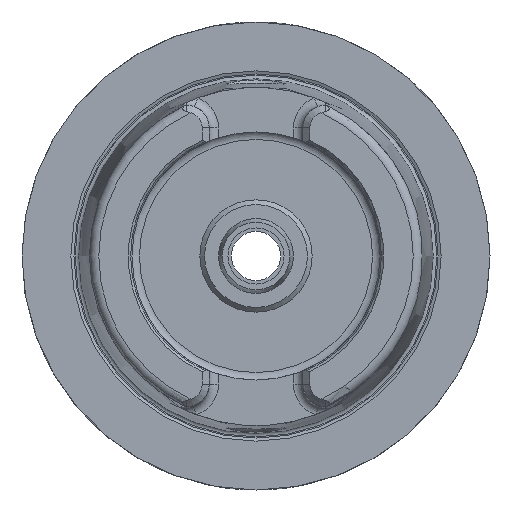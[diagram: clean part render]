
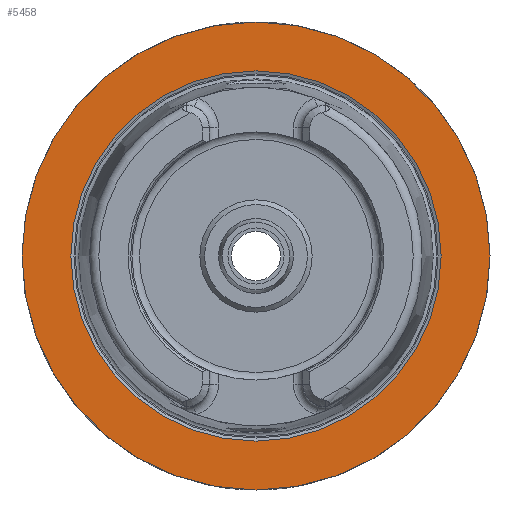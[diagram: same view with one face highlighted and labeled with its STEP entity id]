
A CAD part, left-side view. The second image highlights one B-rep face of the part: STEP entity #5458.
In plain terms, the highlighted planar face has unit normal (-1, 0, 0).
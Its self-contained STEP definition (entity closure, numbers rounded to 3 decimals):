
#4574=CARTESIAN_POINT('',(0.,50.0,0.0));
#4575=VERTEX_POINT('',#4574);
#4576=CARTESIAN_POINT('',(0.,0.,0.0));
#4577=DIRECTION('',(1.0,0.0,0.0));
#4578=DIRECTION('',(0.0,1.0,0.0));
#4579=AXIS2_PLACEMENT_3D('',#4576,#4577,#4578);
#4580=CIRCLE('',#4579,50.0);
#4581=EDGE_CURVE('',#4575,#4575,#4580,.T.);
#5432=CARTESIAN_POINT('',(0.,39.55,0.0));
#5433=VERTEX_POINT('',#5432);
#5434=CARTESIAN_POINT('',(0.,0.,0.0));
#5435=DIRECTION('',(1.0,0.0,0.0));
#5436=DIRECTION('',(0.0,1.0,0.0));
#5437=AXIS2_PLACEMENT_3D('',#5434,#5435,#5436);
#5438=CIRCLE('',#5437,39.55);
#5439=EDGE_CURVE('',#5433,#5433,#5438,.T.);
#5447=CARTESIAN_POINT('',(0.,44.775,0.0));
#5448=DIRECTION('',(-1.0,0.0,0.0));
#5449=DIRECTION('',(0.0,0.0,1.0));
#5450=AXIS2_PLACEMENT_3D('',#5447,#5448,#5449);
#5451=PLANE('',#5450);
#5452=ORIENTED_EDGE('',*,*,#4581,.F.);
#5453=EDGE_LOOP('',(#5452));
#5454=FACE_OUTER_BOUND('',#5453,.T.);
#5455=ORIENTED_EDGE('',*,*,#5439,.T.);
#5456=EDGE_LOOP('',(#5455));
#5457=FACE_BOUND('',#5456,.T.);
#5458=ADVANCED_FACE('',(#5454,#5457),#5451,.T.);
